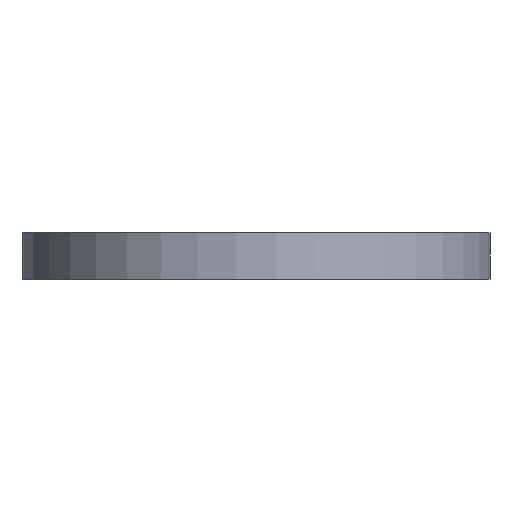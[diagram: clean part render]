
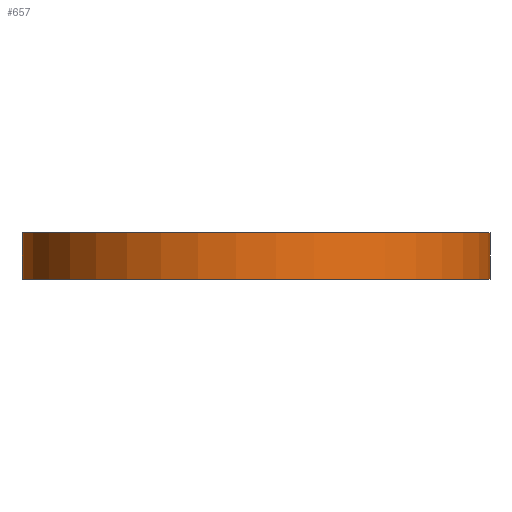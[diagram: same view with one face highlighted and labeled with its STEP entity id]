
A CAD part, left-side view. The second image highlights one B-rep face of the part: STEP entity #657.
In plain terms, the highlighted cylindrical face has radius 15 mm (diameter 30 mm), a partial arc.
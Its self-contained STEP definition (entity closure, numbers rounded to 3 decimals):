
#79=FACE_OUTER_BOUND('',#111,.T.);
#111=EDGE_LOOP('',(#549,#550,#551,#552));
#153=CIRCLE('',#735,15.);
#154=CIRCLE('',#736,15.);
#217=LINE('',#1091,#283);
#218=LINE('',#1097,#284);
#283=VECTOR('',#904,10.);
#284=VECTOR('',#911,10.);
#343=VERTEX_POINT('',#1087);
#344=VERTEX_POINT('',#1089);
#345=VERTEX_POINT('',#1093);
#346=VERTEX_POINT('',#1095);
#431=EDGE_CURVE('',#343,#344,#217,.T.);
#432=EDGE_CURVE('',#345,#343,#153,.T.);
#433=EDGE_CURVE('',#346,#344,#154,.T.);
#434=EDGE_CURVE('',#345,#346,#218,.T.);
#549=ORIENTED_EDGE('',*,*,#432,.T.);
#550=ORIENTED_EDGE('',*,*,#431,.T.);
#551=ORIENTED_EDGE('',*,*,#433,.F.);
#552=ORIENTED_EDGE('',*,*,#434,.F.);
#628=CYLINDRICAL_SURFACE('',#734,15.);
#657=ADVANCED_FACE('',(#79),#628,.T.);
#734=AXIS2_PLACEMENT_3D('',#1092,#905,#906);
#735=AXIS2_PLACEMENT_3D('',#1094,#907,#908);
#736=AXIS2_PLACEMENT_3D('',#1096,#909,#910);
#904=DIRECTION('',(0.,0.,1.));
#905=DIRECTION('center_axis',(0.,0.,1.));
#906=DIRECTION('ref_axis',(-1.,0.,0.));
#907=DIRECTION('center_axis',(0.,0.,1.));
#908=DIRECTION('ref_axis',(0.02,1.,0.));
#909=DIRECTION('center_axis',(0.,0.,1.));
#910=DIRECTION('ref_axis',(0.02,1.,0.));
#911=DIRECTION('',(0.,0.,1.));
#1087=CARTESIAN_POINT('',(0.3,-14.997,0.));
#1089=CARTESIAN_POINT('',(0.3,-14.997,3.));
#1091=CARTESIAN_POINT('',(0.3,-14.997,0.));
#1092=CARTESIAN_POINT('Origin',(0.,0.,0.));
#1093=CARTESIAN_POINT('',(0.3,14.997,0.));
#1094=CARTESIAN_POINT('Origin',(0.,0.,0.));
#1095=CARTESIAN_POINT('',(0.3,14.997,3.));
#1096=CARTESIAN_POINT('Origin',(0.,0.,3.));
#1097=CARTESIAN_POINT('',(0.3,14.997,0.));
